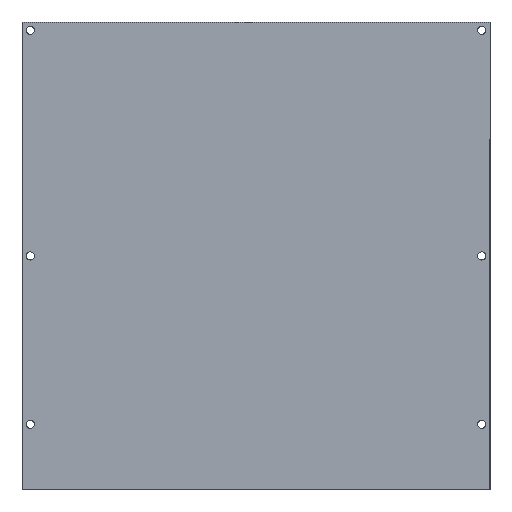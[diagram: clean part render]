
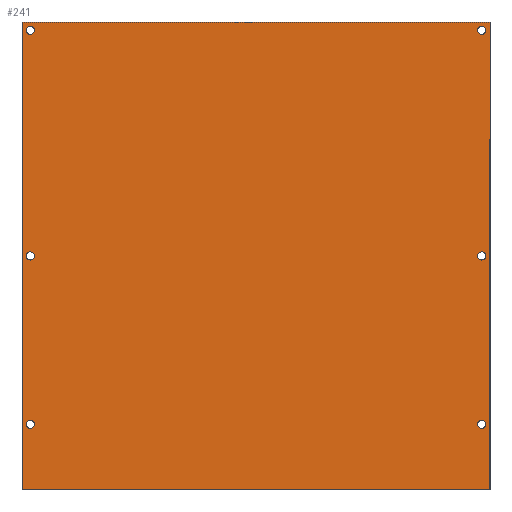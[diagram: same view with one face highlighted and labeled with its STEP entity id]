
A CAD part, left-side view. The second image highlights one B-rep face of the part: STEP entity #241.
In plain terms, the highlighted planar face has unit normal (-1, 0, 0).
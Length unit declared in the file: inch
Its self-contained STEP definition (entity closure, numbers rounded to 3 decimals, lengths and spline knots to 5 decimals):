
#15=LINE('',#394,#30);
#16=LINE('',#396,#31);
#17=LINE('',#398,#32);
#18=LINE('',#400,#33);
#19=LINE('',#401,#34);
#30=VECTOR('',#333,39.37008);
#31=VECTOR('',#334,39.37008);
#32=VECTOR('',#335,39.37008);
#33=VECTOR('',#336,39.37008);
#34=VECTOR('',#337,39.37008);
#45=PLANE('',#286);
#58=FACE_BOUND('',#96,.T.);
#59=FACE_BOUND('',#97,.T.);
#60=FACE_BOUND('',#98,.T.);
#61=FACE_BOUND('',#99,.T.);
#62=FACE_BOUND('',#100,.T.);
#63=FACE_BOUND('',#101,.T.);
#76=FACE_OUTER_BOUND('',#95,.T.);
#95=EDGE_LOOP('',(#187,#188,#189,#190,#191));
#96=EDGE_LOOP('',(#192));
#97=EDGE_LOOP('',(#193));
#98=EDGE_LOOP('',(#194));
#99=EDGE_LOOP('',(#195));
#100=EDGE_LOOP('',(#196));
#101=EDGE_LOOP('',(#197));
#114=CIRCLE('',#269,0.125);
#116=CIRCLE('',#272,0.125);
#118=CIRCLE('',#275,0.125);
#120=CIRCLE('',#278,0.125);
#122=CIRCLE('',#281,0.125);
#124=CIRCLE('',#284,0.125);
#126=VERTEX_POINT('',#362);
#128=VERTEX_POINT('',#367);
#130=VERTEX_POINT('',#372);
#132=VERTEX_POINT('',#377);
#134=VERTEX_POINT('',#382);
#136=VERTEX_POINT('',#387);
#138=VERTEX_POINT('',#392);
#139=VERTEX_POINT('',#393);
#140=VERTEX_POINT('',#395);
#141=VERTEX_POINT('',#397);
#142=VERTEX_POINT('',#399);
#148=EDGE_CURVE('',#126,#126,#114,.T.);
#150=EDGE_CURVE('',#128,#128,#116,.T.);
#152=EDGE_CURVE('',#130,#130,#118,.T.);
#154=EDGE_CURVE('',#132,#132,#120,.T.);
#156=EDGE_CURVE('',#134,#134,#122,.T.);
#158=EDGE_CURVE('',#136,#136,#124,.T.);
#160=EDGE_CURVE('',#138,#139,#15,.T.);
#161=EDGE_CURVE('',#139,#140,#16,.T.);
#162=EDGE_CURVE('',#140,#141,#17,.T.);
#163=EDGE_CURVE('',#141,#142,#18,.T.);
#164=EDGE_CURVE('',#142,#138,#19,.T.);
#187=ORIENTED_EDGE('',*,*,#160,.T.);
#188=ORIENTED_EDGE('',*,*,#161,.T.);
#189=ORIENTED_EDGE('',*,*,#162,.T.);
#190=ORIENTED_EDGE('',*,*,#163,.T.);
#191=ORIENTED_EDGE('',*,*,#164,.T.);
#192=ORIENTED_EDGE('',*,*,#154,.T.);
#193=ORIENTED_EDGE('',*,*,#156,.T.);
#194=ORIENTED_EDGE('',*,*,#158,.T.);
#195=ORIENTED_EDGE('',*,*,#148,.T.);
#196=ORIENTED_EDGE('',*,*,#150,.T.);
#197=ORIENTED_EDGE('',*,*,#152,.T.);
#241=ADVANCED_FACE('',(#76,#58,#59,#60,#61,#62,#63),#45,.T.);
#269=AXIS2_PLACEMENT_3D('',#363,#297,#298);
#272=AXIS2_PLACEMENT_3D('',#368,#303,#304);
#275=AXIS2_PLACEMENT_3D('',#373,#309,#310);
#278=AXIS2_PLACEMENT_3D('',#378,#315,#316);
#281=AXIS2_PLACEMENT_3D('',#383,#321,#322);
#284=AXIS2_PLACEMENT_3D('',#388,#327,#328);
#286=AXIS2_PLACEMENT_3D('',#391,#331,#332);
#297=DIRECTION('center_axis',(1.,0.,0.));
#298=DIRECTION('ref_axis',(0.,1.,0.));
#303=DIRECTION('center_axis',(1.,0.,0.));
#304=DIRECTION('ref_axis',(0.,1.,0.));
#309=DIRECTION('center_axis',(1.,0.,0.));
#310=DIRECTION('ref_axis',(0.,1.,0.));
#315=DIRECTION('center_axis',(1.,0.,0.));
#316=DIRECTION('ref_axis',(0.,1.,0.));
#321=DIRECTION('center_axis',(1.,0.,0.));
#322=DIRECTION('ref_axis',(0.,1.,0.));
#327=DIRECTION('center_axis',(1.,0.,0.));
#328=DIRECTION('ref_axis',(0.,1.,0.));
#331=DIRECTION('center_axis',(-1.,0.,0.));
#332=DIRECTION('ref_axis',(0.,-1.,0.));
#333=DIRECTION('',(0.,1.,0.));
#334=DIRECTION('',(0.,0.,-1.));
#335=DIRECTION('',(0.,-1.,0.));
#336=DIRECTION('',(0.,-1.,0.025));
#337=DIRECTION('',(0.,0.,1.));
#362=CARTESIAN_POINT('',(-48.125,14.00304,69.75));
#363=CARTESIAN_POINT('Origin',(-48.125,13.87804,69.75));
#367=CARTESIAN_POINT('',(-48.125,14.00304,62.87651));
#368=CARTESIAN_POINT('Origin',(-48.125,13.87804,62.87651));
#372=CARTESIAN_POINT('',(-48.125,0.25304,69.75));
#373=CARTESIAN_POINT('Origin',(-48.125,0.12804,69.75));
#377=CARTESIAN_POINT('',(-48.125,14.00304,57.75256));
#378=CARTESIAN_POINT('Origin',(-48.125,13.87804,57.75256));
#382=CARTESIAN_POINT('',(-48.125,0.25304,57.75256));
#383=CARTESIAN_POINT('Origin',(-48.125,0.12804,57.75256));
#387=CARTESIAN_POINT('',(-48.125,0.25304,62.87651));
#388=CARTESIAN_POINT('Origin',(-48.125,0.12804,62.87651));
#391=CARTESIAN_POINT('Origin',(-48.125,7.00304,62.875));
#392=CARTESIAN_POINT('',(-48.125,-0.12196,70.));
#393=CARTESIAN_POINT('',(-48.125,14.12804,70.));
#394=CARTESIAN_POINT('',(-48.125,7.00304,70.));
#395=CARTESIAN_POINT('',(-48.125,14.12804,55.75));
#396=CARTESIAN_POINT('',(-48.125,14.12804,62.875));
#397=CARTESIAN_POINT('',(-48.125,0.,55.75));
#398=CARTESIAN_POINT('',(-48.125,7.00304,55.75));
#399=CARTESIAN_POINT('',(-48.125,-0.12196,55.75302));
#400=CARTESIAN_POINT('',(-48.125,0.,55.75));
#401=CARTESIAN_POINT('',(-48.125,-0.12196,62.875));
